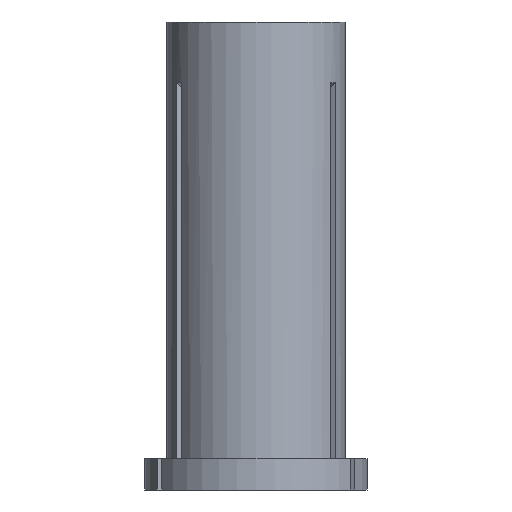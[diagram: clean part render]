
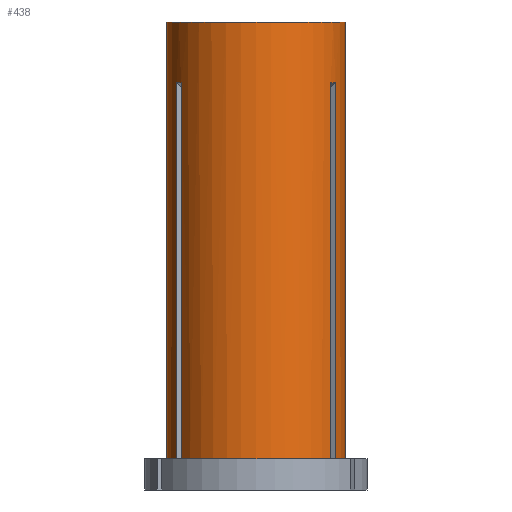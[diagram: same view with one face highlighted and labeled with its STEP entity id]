
A CAD part, front view. The second image highlights one B-rep face of the part: STEP entity #438.
In plain terms, the highlighted cylindrical face has radius 10 mm (diameter 20 mm), a partial arc.
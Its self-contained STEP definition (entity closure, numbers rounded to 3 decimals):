
#4 = VERTEX_POINT ( 'NONE', #76 ) ;
#6 = CARTESIAN_POINT ( 'NONE',  ( -8.824, -4.708, -6.812 ) ) ;
#11 = ORIENTED_EDGE ( 'NONE', *, *, #780, .T. ) ;
#14 = CARTESIAN_POINT ( 'NONE',  ( -8.399, -5.427, -6.817 ) ) ;
#49 = DIRECTION ( 'NONE',  ( 0., 0., 1. ) ) ;
#54 = ORIENTED_EDGE ( 'NONE', *, *, #493, .T. ) ;
#65 = EDGE_CURVE ( 'NONE', #330, #291, #737, .T. ) ;
#76 = CARTESIAN_POINT ( 'NONE',  ( 10., 0., -49. ) ) ;
#80 = CARTESIAN_POINT ( 'NONE',  ( -8.399, -5.427, -6.817 ) ) ;
#88 = CARTESIAN_POINT ( 'NONE',  ( -8.578, -5.143, -6.809 ) ) ;
#109 = ORIENTED_EDGE ( 'NONE', *, *, #272, .T. ) ;
#112 = EDGE_CURVE ( 'NONE', #1057, #634, #325, .T. ) ;
#150 = CIRCLE ( 'NONE', #710, 10. ) ;
#180 = CIRCLE ( 'NONE', #698, 10. ) ;
#203 = DIRECTION ( 'NONE',  ( 0., 0., 1. ) ) ;
#222 = EDGE_CURVE ( 'NONE', #422, #634, #492, .T. ) ;
#237 = EDGE_CURVE ( 'NONE', #537, #4, #1075, .T. ) ;
#245 = VERTEX_POINT ( 'NONE', #746 ) ;
#248 = DIRECTION ( 'NONE',  ( 1., 0., 0. ) ) ;
#272 = EDGE_CURVE ( 'NONE', #291, #869, #954, .T. ) ;
#283 = ORIENTED_EDGE ( 'NONE', *, *, #112, .T. ) ;
#291 = VERTEX_POINT ( 'NONE', #453 ) ;
#295 = DIRECTION ( 'NONE',  ( 0., 0., 1. ) ) ;
#300 = DIRECTION ( 'NONE',  ( 0., 0., 1. ) ) ;
#301 = CARTESIAN_POINT ( 'NONE',  ( 8.664, -5.002, -6.806 ) ) ;
#307 = CARTESIAN_POINT ( 'NONE',  ( -8.899, -4.561, -6.817 ) ) ;
#312 = CARTESIAN_POINT ( 'NONE',  ( 8.899, -4.561, -49. ) ) ;
#322 = AXIS2_PLACEMENT_3D ( 'NONE', #1079, #1059, #983 ) ;
#325 = B_SPLINE_CURVE_WITH_KNOTS ( 'NONE', 3,
 ( #1086, #6, #344, #88, #472, #14 ),
 .UNSPECIFIED., .F., .F.,
 ( 4, 2, 4 ),
 ( 0.059, 0.059, 0.06 ),
 .UNSPECIFIED. ) ;
#330 = VERTEX_POINT ( 'NONE', #357 ) ;
#335 = CARTESIAN_POINT ( 'NONE',  ( 8.399, -5.427, -6.817 ) ) ;
#344 = CARTESIAN_POINT ( 'NONE',  ( -8.744, -4.854, -6.809 ) ) ;
#357 = CARTESIAN_POINT ( 'NONE',  ( 8.399, -5.427, -49. ) ) ;
#366 = CARTESIAN_POINT ( 'NONE',  ( 10., 0., 0. ) ) ;
#381 = ORIENTED_EDGE ( 'NONE', *, *, #65, .T. ) ;
#386 = DIRECTION ( 'NONE',  ( 1., 0., 0. ) ) ;
#398 = CARTESIAN_POINT ( 'NONE',  ( 8.49, -5.287, -6.812 ) ) ;
#421 = VERTEX_POINT ( 'NONE', #502 ) ;
#422 = VERTEX_POINT ( 'NONE', #569 ) ;
#430 = ORIENTED_EDGE ( 'NONE', *, *, #899, .T. ) ;
#438 = ADVANCED_FACE ( 'NONE', ( #981 ), #906, .T. ) ;
#446 = CARTESIAN_POINT ( 'NONE',  ( 8.399, -5.427, 0. ) ) ;
#453 = CARTESIAN_POINT ( 'NONE',  ( 8.399, -5.427, -6.817 ) ) ;
#463 = CARTESIAN_POINT ( 'NONE',  ( 0., 0., 0. ) ) ;
#466 = CARTESIAN_POINT ( 'NONE',  ( 8.899, -4.561, -6.817 ) ) ;
#472 = CARTESIAN_POINT ( 'NONE',  ( -8.49, -5.286, -6.812 ) ) ;
#492 = LINE ( 'NONE', #801, #755 ) ;
#493 = EDGE_CURVE ( 'NONE', #4, #665, #969, .T. ) ;
#497 = CARTESIAN_POINT ( 'NONE',  ( -8.899, -4.561, 0. ) ) ;
#502 = CARTESIAN_POINT ( 'NONE',  ( -10., 0., -49. ) ) ;
#503 = CARTESIAN_POINT ( 'NONE',  ( 0., 0., -49. ) ) ;
#506 = ORIENTED_EDGE ( 'NONE', *, *, #1100, .T. ) ;
#510 = LINE ( 'NONE', #497, #1067 ) ;
#529 = LINE ( 'NONE', #707, #1032 ) ;
#537 = VERTEX_POINT ( 'NONE', #312 ) ;
#569 = CARTESIAN_POINT ( 'NONE',  ( -8.399, -5.427, -49. ) ) ;
#591 = DIRECTION ( 'NONE',  ( 0., 0., 1. ) ) ;
#596 = VERTEX_POINT ( 'NONE', #1120 ) ;
#610 = ORIENTED_EDGE ( 'NONE', *, *, #1069, .F. ) ;
#634 = VERTEX_POINT ( 'NONE', #80 ) ;
#658 = DIRECTION ( 'NONE',  ( 0., 0., 1. ) ) ;
#665 = VERTEX_POINT ( 'NONE', #792 ) ;
#695 = CARTESIAN_POINT ( 'NONE',  ( 8.899, -4.561, -6.817 ) ) ;
#698 = AXIS2_PLACEMENT_3D ( 'NONE', #1077, #743, #763 ) ;
#707 = CARTESIAN_POINT ( 'NONE',  ( -10., 0., 0. ) ) ;
#710 = AXIS2_PLACEMENT_3D ( 'NONE', #503, #49, #248 ) ;
#714 = CARTESIAN_POINT ( 'NONE',  ( 8.823, -4.709, -6.812 ) ) ;
#718 = EDGE_CURVE ( 'NONE', #245, #665, #180, .T. ) ;
#737 = LINE ( 'NONE', #446, #891 ) ;
#743 = DIRECTION ( 'NONE',  ( 0., 0., 1. ) ) ;
#746 = CARTESIAN_POINT ( 'NONE',  ( -10., 0., 0. ) ) ;
#747 = CARTESIAN_POINT ( 'NONE',  ( 0., 0., -49. ) ) ;
#755 = VECTOR ( 'NONE', #760, 1000. ) ;
#760 = DIRECTION ( 'NONE',  ( 0., 0., 1. ) ) ;
#763 = DIRECTION ( 'NONE',  ( 1., 0., 0. ) ) ;
#765 = DIRECTION ( 'NONE',  ( 0., 0., 1. ) ) ;
#780 = EDGE_CURVE ( 'NONE', #422, #330, #150, .T. ) ;
#792 = CARTESIAN_POINT ( 'NONE',  ( 10., 0., 0. ) ) ;
#801 = CARTESIAN_POINT ( 'NONE',  ( -8.399, -5.427, 0. ) ) ;
#869 = VERTEX_POINT ( 'NONE', #695 ) ;
#870 = LINE ( 'NONE', #1101, #1115 ) ;
#891 = VECTOR ( 'NONE', #295, 1000. ) ;
#892 = DIRECTION ( 'NONE',  ( 1., 0., 0. ) ) ;
#894 = ORIENTED_EDGE ( 'NONE', *, *, #222, .F. ) ;
#899 = EDGE_CURVE ( 'NONE', #596, #1057, #510, .T. ) ;
#902 = ORIENTED_EDGE ( 'NONE', *, *, #718, .F. ) ;
#906 = CYLINDRICAL_SURFACE ( 'NONE', #944, 10. ) ;
#944 = AXIS2_PLACEMENT_3D ( 'NONE', #463, #203, #892 ) ;
#954 = B_SPLINE_CURVE_WITH_KNOTS ( 'NONE', 3,
 ( #335, #398, #301, #714, #466 ),
 .UNSPECIFIED., .F., .F.,
 ( 4, 1, 4 ),
 ( 0.064, 0.065, 0.065 ),
 .UNSPECIFIED. ) ;
#969 = LINE ( 'NONE', #366, #1097 ) ;
#975 = ORIENTED_EDGE ( 'NONE', *, *, #1065, .F. ) ;
#981 = FACE_OUTER_BOUND ( 'NONE', #1078, .T. ) ;
#983 = DIRECTION ( 'NONE',  ( 1., 0., 0. ) ) ;
#989 = ORIENTED_EDGE ( 'NONE', *, *, #237, .T. ) ;
#1007 = DIRECTION ( 'NONE',  ( 0., 0., 1. ) ) ;
#1032 = VECTOR ( 'NONE', #1007, 1000. ) ;
#1046 = AXIS2_PLACEMENT_3D ( 'NONE', #747, #300, #386 ) ;
#1057 = VERTEX_POINT ( 'NONE', #307 ) ;
#1059 = DIRECTION ( 'NONE',  ( 0., 0., 1. ) ) ;
#1065 = EDGE_CURVE ( 'NONE', #421, #245, #529, .T. ) ;
#1067 = VECTOR ( 'NONE', #765, 1000. ) ;
#1069 = EDGE_CURVE ( 'NONE', #537, #869, #870, .T. ) ;
#1075 = CIRCLE ( 'NONE', #322, 10. ) ;
#1077 = CARTESIAN_POINT ( 'NONE',  ( 0., 0., 0. ) ) ;
#1078 = EDGE_LOOP ( 'NONE', ( #975, #506, #430, #283, #894, #11, #381, #109, #610, #989, #54, #902 ) ) ;
#1079 = CARTESIAN_POINT ( 'NONE',  ( 0., 0., -49. ) ) ;
#1086 = CARTESIAN_POINT ( 'NONE',  ( -8.899, -4.561, -6.817 ) ) ;
#1097 = VECTOR ( 'NONE', #591, 1000. ) ;
#1100 = EDGE_CURVE ( 'NONE', #421, #596, #1129, .T. ) ;
#1101 = CARTESIAN_POINT ( 'NONE',  ( 8.899, -4.561, 0. ) ) ;
#1115 = VECTOR ( 'NONE', #658, 1000. ) ;
#1120 = CARTESIAN_POINT ( 'NONE',  ( -8.899, -4.561, -49. ) ) ;
#1129 = CIRCLE ( 'NONE', #1046, 10. ) ;
